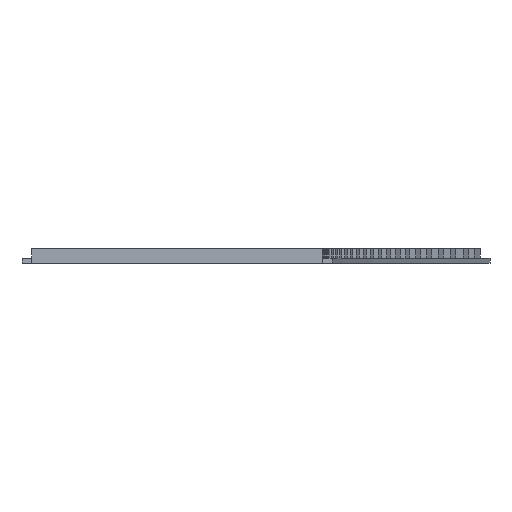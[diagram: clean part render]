
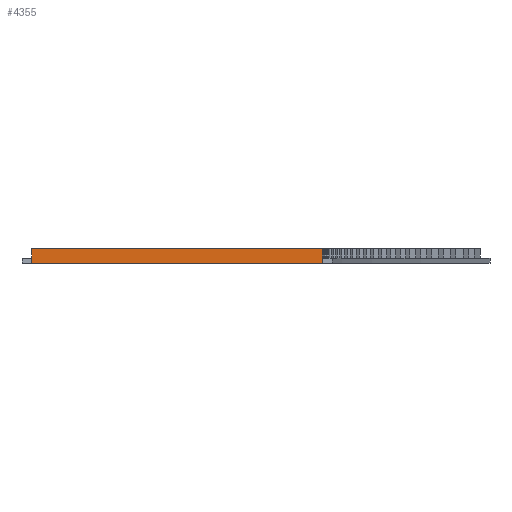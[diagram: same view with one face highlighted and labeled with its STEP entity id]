
A CAD part, left-side view. The second image highlights one B-rep face of the part: STEP entity #4355.
In plain terms, the highlighted planar face has unit normal (-1, 0, 0).
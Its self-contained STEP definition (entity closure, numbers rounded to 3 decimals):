
#251=FACE_OUTER_BOUND('',#497,.T.);
#497=EDGE_LOOP('',(#3349,#3350,#3351,#3352));
#925=LINE('',#6439,#1509);
#926=LINE('',#6441,#1510);
#927=LINE('',#6443,#1511);
#928=LINE('',#6444,#1512);
#1509=VECTOR('',#5307,10.);
#1510=VECTOR('',#5308,10.);
#1511=VECTOR('',#5309,10.);
#1512=VECTOR('',#5310,10.);
#2001=VERTEX_POINT('',#6437);
#2002=VERTEX_POINT('',#6438);
#2003=VERTEX_POINT('',#6440);
#2004=VERTEX_POINT('',#6442);
#2485=EDGE_CURVE('',#2001,#2002,#925,.T.);
#2486=EDGE_CURVE('',#2001,#2003,#926,.F.);
#2487=EDGE_CURVE('',#2004,#2003,#927,.T.);
#2488=EDGE_CURVE('',#2002,#2004,#928,.T.);
#3349=ORIENTED_EDGE('',*,*,#2485,.F.);
#3350=ORIENTED_EDGE('',*,*,#2486,.T.);
#3351=ORIENTED_EDGE('',*,*,#2487,.F.);
#3352=ORIENTED_EDGE('',*,*,#2488,.F.);
#4111=PLANE('',#4639);
#4355=ADVANCED_FACE('',(#251),#4111,.T.);
#4639=AXIS2_PLACEMENT_3D('',#6436,#5305,#5306);
#5305=DIRECTION('center_axis',(-1.,0.,0.));
#5306=DIRECTION('ref_axis',(0.,-1.,0.));
#5307=DIRECTION('',(0.,1.,0.));
#5308=DIRECTION('',(0.,0.,-1.));
#5309=DIRECTION('',(0.,-1.,0.));
#5310=DIRECTION('',(0.,0.,1.));
#6436=CARTESIAN_POINT('Origin',(-3.,13.1,0.));
#6437=CARTESIAN_POINT('',(-3.,-45.1,0.));
#6438=CARTESIAN_POINT('',(-3.,13.1,0.));
#6439=CARTESIAN_POINT('',(-3.,0.,0.));
#6440=CARTESIAN_POINT('',(-3.,-45.1,3.));
#6441=CARTESIAN_POINT('',(-3.,-45.1,0.));
#6442=CARTESIAN_POINT('',(-3.,13.1,3.));
#6443=CARTESIAN_POINT('',(-3.,0.,3.));
#6444=CARTESIAN_POINT('',(-3.,13.1,0.));
